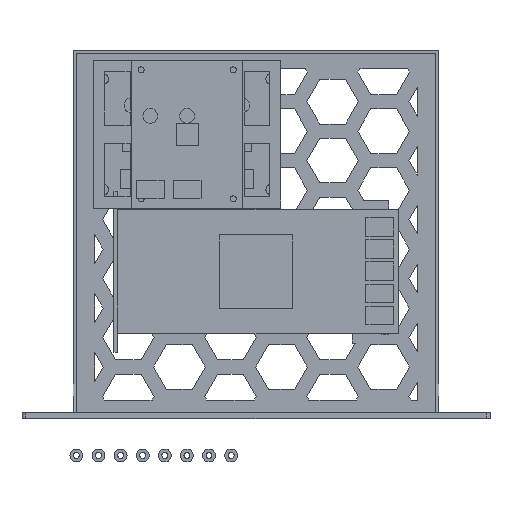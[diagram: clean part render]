
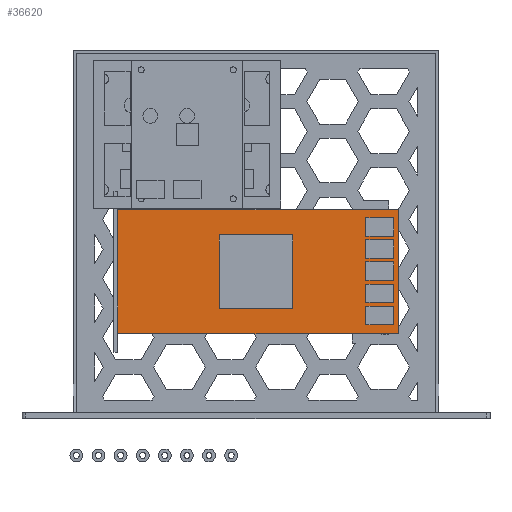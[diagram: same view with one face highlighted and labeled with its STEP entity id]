
A CAD part, top view. The second image highlights one B-rep face of the part: STEP entity #36620.
In plain terms, the highlighted planar face has unit normal (0, 0, 1).
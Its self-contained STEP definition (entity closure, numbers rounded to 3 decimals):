
#36306 = VERTEX_POINT('',#36307);
#36307 = CARTESIAN_POINT('',(0.,0.,1.6));
#36314 = PLANE('',#36315);
#36315 = AXIS2_PLACEMENT_3D('',#36316,#36317,#36318);
#36316 = CARTESIAN_POINT('',(0.,0.,0.));
#36317 = DIRECTION('',(1.,0.,-0.));
#36318 = DIRECTION('',(0.,0.,1.));
#36326 = PLANE('',#36327);
#36327 = AXIS2_PLACEMENT_3D('',#36328,#36329,#36330);
#36328 = CARTESIAN_POINT('',(0.,0.,0.));
#36329 = DIRECTION('',(-0.,1.,0.));
#36330 = DIRECTION('',(0.,0.,1.));
#36367 = VERTEX_POINT('',#36368);
#36368 = CARTESIAN_POINT('',(0.,67.3,1.6));
#36382 = PLANE('',#36383);
#36383 = AXIS2_PLACEMENT_3D('',#36384,#36385,#36386);
#36384 = CARTESIAN_POINT('',(0.,67.3,0.));
#36385 = DIRECTION('',(-0.,1.,0.));
#36386 = DIRECTION('',(0.,0.,1.));
#36394 = EDGE_CURVE('',#36306,#36367,#36395,.T.);
#36395 = SURFACE_CURVE('',#36396,(#36400,#36407),.PCURVE_S1.);
#36396 = LINE('',#36397,#36398);
#36397 = CARTESIAN_POINT('',(0.,0.,1.6));
#36398 = VECTOR('',#36399,1.);
#36399 = DIRECTION('',(-0.,1.,0.));
#36400 = PCURVE('',#36314,#36401);
#36401 = DEFINITIONAL_REPRESENTATION('',(#36402),#36406);
#36402 = LINE('',#36403,#36404);
#36403 = CARTESIAN_POINT('',(1.6,0.));
#36404 = VECTOR('',#36405,1.);
#36405 = DIRECTION('',(0.,-1.));
#36406 = ( GEOMETRIC_REPRESENTATION_CONTEXT(2) 
PARAMETRIC_REPRESENTATION_CONTEXT() REPRESENTATION_CONTEXT('2D SPACE',''
  ) );
#36407 = PCURVE('',#36408,#36413);
#36408 = PLANE('',#36409);
#36409 = AXIS2_PLACEMENT_3D('',#36410,#36411,#36412);
#36410 = CARTESIAN_POINT('',(0.,0.,1.6));
#36411 = DIRECTION('',(0.,0.,1.));
#36412 = DIRECTION('',(1.,0.,-0.));
#36413 = DEFINITIONAL_REPRESENTATION('',(#36414),#36418);
#36414 = LINE('',#36415,#36416);
#36415 = CARTESIAN_POINT('',(0.,0.));
#36416 = VECTOR('',#36417,1.);
#36417 = DIRECTION('',(0.,1.));
#36418 = ( GEOMETRIC_REPRESENTATION_CONTEXT(2) 
PARAMETRIC_REPRESENTATION_CONTEXT() REPRESENTATION_CONTEXT('2D SPACE',''
  ) );
#36426 = VERTEX_POINT('',#36427);
#36427 = CARTESIAN_POINT('',(154.3,0.,1.6));
#36434 = PLANE('',#36435);
#36435 = AXIS2_PLACEMENT_3D('',#36436,#36437,#36438);
#36436 = CARTESIAN_POINT('',(154.3,0.,0.));
#36437 = DIRECTION('',(1.,0.,-0.));
#36438 = DIRECTION('',(0.,0.,1.));
#36477 = VERTEX_POINT('',#36478);
#36478 = CARTESIAN_POINT('',(154.3,67.3,1.6));
#36499 = EDGE_CURVE('',#36426,#36477,#36500,.T.);
#36500 = SURFACE_CURVE('',#36501,(#36505,#36512),.PCURVE_S1.);
#36501 = LINE('',#36502,#36503);
#36502 = CARTESIAN_POINT('',(154.3,0.,1.6));
#36503 = VECTOR('',#36504,1.);
#36504 = DIRECTION('',(-0.,1.,0.));
#36505 = PCURVE('',#36434,#36506);
#36506 = DEFINITIONAL_REPRESENTATION('',(#36507),#36511);
#36507 = LINE('',#36508,#36509);
#36508 = CARTESIAN_POINT('',(1.6,0.));
#36509 = VECTOR('',#36510,1.);
#36510 = DIRECTION('',(0.,-1.));
#36511 = ( GEOMETRIC_REPRESENTATION_CONTEXT(2) 
PARAMETRIC_REPRESENTATION_CONTEXT() REPRESENTATION_CONTEXT('2D SPACE',''
  ) );
#36512 = PCURVE('',#36408,#36513);
#36513 = DEFINITIONAL_REPRESENTATION('',(#36514),#36518);
#36514 = LINE('',#36515,#36516);
#36515 = CARTESIAN_POINT('',(154.3,0.));
#36516 = VECTOR('',#36517,1.);
#36517 = DIRECTION('',(0.,1.));
#36518 = ( GEOMETRIC_REPRESENTATION_CONTEXT(2) 
PARAMETRIC_REPRESENTATION_CONTEXT() REPRESENTATION_CONTEXT('2D SPACE',''
  ) );
#36545 = EDGE_CURVE('',#36306,#36426,#36546,.T.);
#36546 = SURFACE_CURVE('',#36547,(#36551,#36558),.PCURVE_S1.);
#36547 = LINE('',#36548,#36549);
#36548 = CARTESIAN_POINT('',(0.,0.,1.6));
#36549 = VECTOR('',#36550,1.);
#36550 = DIRECTION('',(1.,0.,-0.));
#36551 = PCURVE('',#36326,#36552);
#36552 = DEFINITIONAL_REPRESENTATION('',(#36553),#36557);
#36553 = LINE('',#36554,#36555);
#36554 = CARTESIAN_POINT('',(1.6,0.));
#36555 = VECTOR('',#36556,1.);
#36556 = DIRECTION('',(0.,1.));
#36557 = ( GEOMETRIC_REPRESENTATION_CONTEXT(2) 
PARAMETRIC_REPRESENTATION_CONTEXT() REPRESENTATION_CONTEXT('2D SPACE',''
  ) );
#36558 = PCURVE('',#36408,#36559);
#36559 = DEFINITIONAL_REPRESENTATION('',(#36560),#36564);
#36560 = LINE('',#36561,#36562);
#36561 = CARTESIAN_POINT('',(0.,0.));
#36562 = VECTOR('',#36563,1.);
#36563 = DIRECTION('',(1.,0.));
#36564 = ( GEOMETRIC_REPRESENTATION_CONTEXT(2) 
PARAMETRIC_REPRESENTATION_CONTEXT() REPRESENTATION_CONTEXT('2D SPACE',''
  ) );
#36592 = EDGE_CURVE('',#36367,#36477,#36593,.T.);
#36593 = SURFACE_CURVE('',#36594,(#36598,#36605),.PCURVE_S1.);
#36594 = LINE('',#36595,#36596);
#36595 = CARTESIAN_POINT('',(0.,67.3,1.6));
#36596 = VECTOR('',#36597,1.);
#36597 = DIRECTION('',(1.,0.,-0.));
#36598 = PCURVE('',#36382,#36599);
#36599 = DEFINITIONAL_REPRESENTATION('',(#36600),#36604);
#36600 = LINE('',#36601,#36602);
#36601 = CARTESIAN_POINT('',(1.6,0.));
#36602 = VECTOR('',#36603,1.);
#36603 = DIRECTION('',(0.,1.));
#36604 = ( GEOMETRIC_REPRESENTATION_CONTEXT(2) 
PARAMETRIC_REPRESENTATION_CONTEXT() REPRESENTATION_CONTEXT('2D SPACE',''
  ) );
#36605 = PCURVE('',#36408,#36606);
#36606 = DEFINITIONAL_REPRESENTATION('',(#36607),#36611);
#36607 = LINE('',#36608,#36609);
#36608 = CARTESIAN_POINT('',(0.,67.3));
#36609 = VECTOR('',#36610,1.);
#36610 = DIRECTION('',(1.,0.));
#36611 = ( GEOMETRIC_REPRESENTATION_CONTEXT(2) 
PARAMETRIC_REPRESENTATION_CONTEXT() REPRESENTATION_CONTEXT('2D SPACE',''
  ) );
#36620 = ADVANCED_FACE('',(#36621),#36408,.T.);
#36621 = FACE_BOUND('',#36622,.T.);
#36622 = EDGE_LOOP('',(#36623,#36624,#36625,#36626));
#36623 = ORIENTED_EDGE('',*,*,#36394,.F.);
#36624 = ORIENTED_EDGE('',*,*,#36545,.T.);
#36625 = ORIENTED_EDGE('',*,*,#36499,.T.);
#36626 = ORIENTED_EDGE('',*,*,#36592,.F.);
